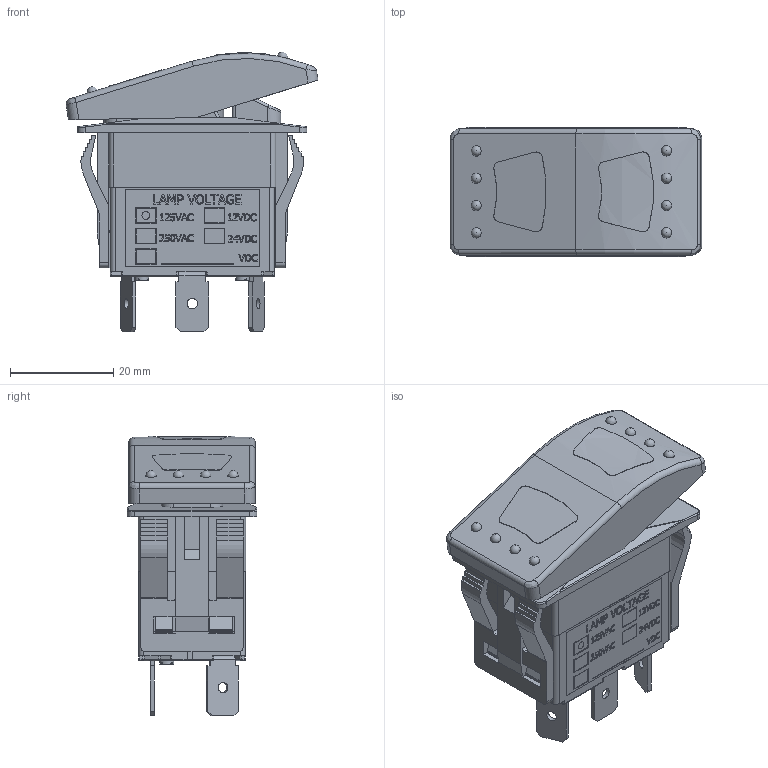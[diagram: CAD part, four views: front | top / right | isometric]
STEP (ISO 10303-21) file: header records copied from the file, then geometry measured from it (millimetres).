
FILE_DESCRIPTION(/* description */ (''),/* implementation_level */ '2;1');
FILE_NAME(/* name */ 'R713FE3-SXXXxx2xxx.stp',/* time_stamp */ '2025-06-02T13:07:37-05:00',/* author */ ('mroman'),/* organization */ (''),/* preprocessor_version */ 'ST-DEVELOPER v18.1',/* originating_system */ 'Autodesk Inventor 2022',/* authorisation */ '');
FILE_SCHEMA (('AUTOMOTIVE_DESIGN { 1 0 10303 214 3 1 1 }'));
Products named in the file (1): R713FE3-SXXXxx2xxx
Bounding box: 48.87 x 25.15 x 54.28 mm (x, y, z)
Volume: 15104.1 mm3; surface area: 17693.9 mm2
Topology: 2 solids, 2 shells, 1571 faces, 4314 edges, 2792 vertices
Faces by surface type: plane 858, cylinder 338, bspline 313, sphere 39, torus 20, cone 3
Full cylindrical faces by diameter (mm): 1 x2, 1.5 x1, 1.9 x1, 2 x12, 2.8 x4, 5 x4, 6.4 x1, 7 x4
Entity records: 52920 total; most frequent: CARTESIAN_POINT 14617, ORIENTED_EDGE 8562, DIRECTION 6921, EDGE_CURVE 4281, VERTEX_POINT 2794, LINE 2791, VECTOR 2791, AXIS2_PLACEMENT_3D 2065
